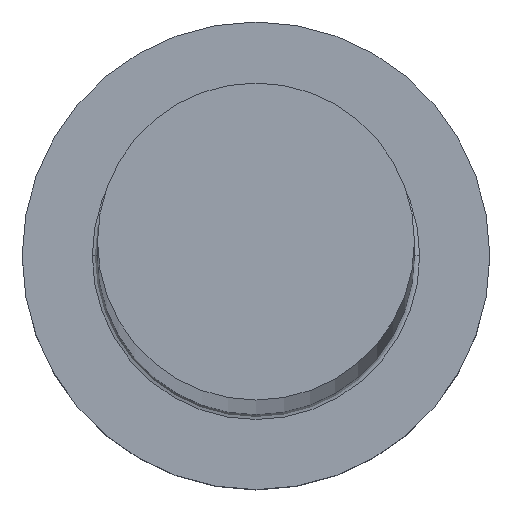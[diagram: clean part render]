
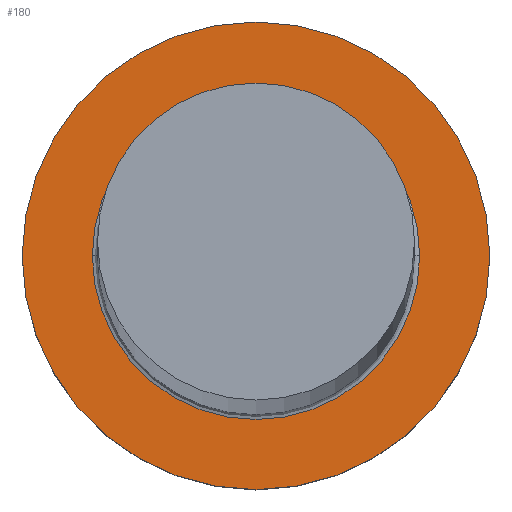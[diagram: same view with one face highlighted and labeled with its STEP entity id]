
A CAD part, top view. The second image highlights one B-rep face of the part: STEP entity #180.
In plain terms, the highlighted planar face has unit normal (0, 0, 1).
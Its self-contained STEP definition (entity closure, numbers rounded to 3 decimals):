
#2 = AXIS2_PLACEMENT_3D ( 'NONE', #222, #246, #81 ) ;
#7 = EDGE_CURVE ( 'NONE', #80, #198, #39, .T. ) ;
#8 = ORIENTED_EDGE ( 'NONE', *, *, #7, .T. ) ;
#13 = EDGE_LOOP ( 'NONE', ( #8, #194 ) ) ;
#16 = CARTESIAN_POINT ( 'NONE',  ( 0., 0., 7. ) ) ;
#19 = CARTESIAN_POINT ( 'NONE',  ( 0., 0., 7. ) ) ;
#27 = EDGE_CURVE ( 'NONE', #198, #80, #228, .T. ) ;
#36 = DIRECTION ( 'NONE',  ( 0., 0., 1. ) ) ;
#37 = EDGE_LOOP ( 'NONE', ( #99, #247 ) ) ;
#39 = CIRCLE ( 'NONE', #2, 9. ) ;
#41 = DIRECTION ( 'NONE',  ( 0., 0., -1. ) ) ;
#43 = PLANE ( 'NONE',  #186 ) ;
#50 = CARTESIAN_POINT ( 'NONE',  ( -6.3, 0., 7. ) ) ;
#53 = CIRCLE ( 'NONE', #122, 6.3 ) ;
#80 = VERTEX_POINT ( 'NONE', #296 ) ;
#81 = DIRECTION ( 'NONE',  ( 1., 0., 0. ) ) ;
#85 = DIRECTION ( 'NONE',  ( 1., 0., 0. ) ) ;
#90 = AXIS2_PLACEMENT_3D ( 'NONE', #251, #41, #109 ) ;
#96 = AXIS2_PLACEMENT_3D ( 'NONE', #152, #36, #248 ) ;
#99 = ORIENTED_EDGE ( 'NONE', *, *, #223, .T. ) ;
#109 = DIRECTION ( 'NONE',  ( 1., 0., 0. ) ) ;
#117 = CIRCLE ( 'NONE', #90, 6.3 ) ;
#122 = AXIS2_PLACEMENT_3D ( 'NONE', #19, #277, #85 ) ;
#127 = EDGE_CURVE ( 'NONE', #288, #273, #117, .T. ) ;
#132 = DIRECTION ( 'NONE',  ( 0., 0., 1. ) ) ;
#133 = DIRECTION ( 'NONE',  ( 1., 0., 0. ) ) ;
#152 = CARTESIAN_POINT ( 'NONE',  ( 0., 0., 7. ) ) ;
#159 = FACE_OUTER_BOUND ( 'NONE', #13, .T. ) ;
#180 = ADVANCED_FACE ( 'NONE', ( #203, #159 ), #43, .T. ) ;
#186 = AXIS2_PLACEMENT_3D ( 'NONE', #16, #132, #133 ) ;
#194 = ORIENTED_EDGE ( 'NONE', *, *, #27, .T. ) ;
#198 = VERTEX_POINT ( 'NONE', #230 ) ;
#203 = FACE_BOUND ( 'NONE', #37, .T. ) ;
#222 = CARTESIAN_POINT ( 'NONE',  ( 0., 0., 7. ) ) ;
#223 = EDGE_CURVE ( 'NONE', #273, #288, #53, .T. ) ;
#228 = CIRCLE ( 'NONE', #96, 9. ) ;
#230 = CARTESIAN_POINT ( 'NONE',  ( 9., 0., 7. ) ) ;
#246 = DIRECTION ( 'NONE',  ( 0., 0., 1. ) ) ;
#247 = ORIENTED_EDGE ( 'NONE', *, *, #127, .T. ) ;
#248 = DIRECTION ( 'NONE',  ( 1., 0., 0. ) ) ;
#251 = CARTESIAN_POINT ( 'NONE',  ( 0., 0., 7. ) ) ;
#257 = CARTESIAN_POINT ( 'NONE',  ( 6.3, 0., 7. ) ) ;
#273 = VERTEX_POINT ( 'NONE', #257 ) ;
#277 = DIRECTION ( 'NONE',  ( 0., 0., -1. ) ) ;
#288 = VERTEX_POINT ( 'NONE', #50 ) ;
#296 = CARTESIAN_POINT ( 'NONE',  ( -9., 0., 7. ) ) ;
